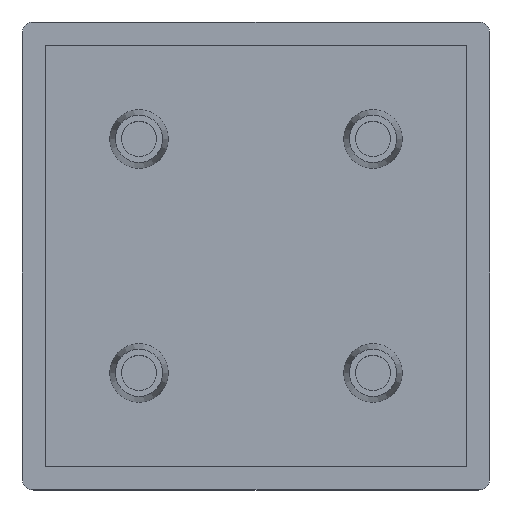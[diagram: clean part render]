
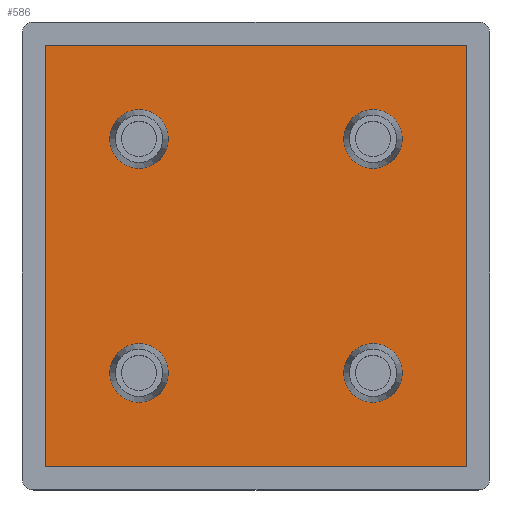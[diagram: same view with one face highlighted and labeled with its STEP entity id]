
A CAD part, top view. The second image highlights one B-rep face of the part: STEP entity #586.
In plain terms, the highlighted planar face has unit normal (0, 0, 1).
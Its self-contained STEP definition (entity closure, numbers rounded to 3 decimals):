
#27=FACE_BOUND('',#115,.T.);
#28=FACE_BOUND('',#116,.T.);
#29=FACE_BOUND('',#117,.T.);
#30=FACE_BOUND('',#118,.T.);
#36=PLANE('',#669);
#71=FACE_OUTER_BOUND('',#114,.T.);
#114=EDGE_LOOP('',(#446,#447,#448,#449));
#115=EDGE_LOOP('',(#450));
#116=EDGE_LOOP('',(#451));
#117=EDGE_LOOP('',(#452));
#118=EDGE_LOOP('',(#453));
#166=LINE('',#952,#210);
#167=LINE('',#954,#211);
#168=LINE('',#956,#212);
#169=LINE('',#957,#213);
#210=VECTOR('',#784,1000.);
#211=VECTOR('',#785,1000.);
#212=VECTOR('',#786,1000.);
#213=VECTOR('',#787,1000.);
#250=CIRCLE('',#650,2.5);
#251=CIRCLE('',#652,2.5);
#256=CIRCLE('',#660,2.5);
#261=CIRCLE('',#668,2.5);
#278=VERTEX_POINT('',#910);
#279=VERTEX_POINT('',#914);
#284=VERTEX_POINT('',#930);
#289=VERTEX_POINT('',#946);
#290=VERTEX_POINT('',#950);
#291=VERTEX_POINT('',#951);
#292=VERTEX_POINT('',#953);
#293=VERTEX_POINT('',#955);
#330=EDGE_CURVE('',#278,#278,#250,.T.);
#332=EDGE_CURVE('',#279,#279,#251,.T.);
#340=EDGE_CURVE('',#284,#284,#256,.T.);
#348=EDGE_CURVE('',#289,#289,#261,.T.);
#350=EDGE_CURVE('',#290,#291,#166,.T.);
#351=EDGE_CURVE('',#292,#291,#167,.T.);
#352=EDGE_CURVE('',#293,#292,#168,.T.);
#353=EDGE_CURVE('',#293,#290,#169,.T.);
#446=ORIENTED_EDGE('',*,*,#350,.T.);
#447=ORIENTED_EDGE('',*,*,#351,.F.);
#448=ORIENTED_EDGE('',*,*,#352,.F.);
#449=ORIENTED_EDGE('',*,*,#353,.T.);
#450=ORIENTED_EDGE('',*,*,#340,.F.);
#451=ORIENTED_EDGE('',*,*,#330,.F.);
#452=ORIENTED_EDGE('',*,*,#332,.F.);
#453=ORIENTED_EDGE('',*,*,#348,.F.);
#586=ADVANCED_FACE('',(#71,#27,#28,#29,#30),#36,.T.);
#650=AXIS2_PLACEMENT_3D('',#911,#736,#737);
#652=AXIS2_PLACEMENT_3D('',#915,#741,#742);
#660=AXIS2_PLACEMENT_3D('',#931,#760,#761);
#668=AXIS2_PLACEMENT_3D('',#947,#779,#780);
#669=AXIS2_PLACEMENT_3D('',#949,#782,#783);
#736=DIRECTION('center_axis',(0.,0.,1.));
#737=DIRECTION('ref_axis',(1.,0.,0.));
#741=DIRECTION('center_axis',(0.,0.,1.));
#742=DIRECTION('ref_axis',(1.,0.,0.));
#760=DIRECTION('center_axis',(0.,0.,1.));
#761=DIRECTION('ref_axis',(1.,0.,0.));
#779=DIRECTION('center_axis',(0.,0.,1.));
#780=DIRECTION('ref_axis',(1.,0.,0.));
#782=DIRECTION('center_axis',(0.,0.,1.));
#783=DIRECTION('ref_axis',(1.,0.,0.));
#784=DIRECTION('',(-1.,0.,0.));
#785=DIRECTION('',(0.,1.,0.));
#786=DIRECTION('',(-1.,0.,0.));
#787=DIRECTION('',(0.,1.,0.));
#910=CARTESIAN_POINT('',(-40.966,16.773,2.));
#911=CARTESIAN_POINT('Origin',(-43.466,16.773,2.));
#914=CARTESIAN_POINT('',(-20.966,-3.227,2.));
#915=CARTESIAN_POINT('Origin',(-23.466,-3.227,2.));
#930=CARTESIAN_POINT('',(-20.966,16.773,2.));
#931=CARTESIAN_POINT('Origin',(-23.466,16.773,2.));
#946=CARTESIAN_POINT('',(-40.966,-3.227,2.));
#947=CARTESIAN_POINT('Origin',(-43.466,-3.227,2.));
#949=CARTESIAN_POINT('Origin',(-53.466,-13.227,2.));
#950=CARTESIAN_POINT('',(-15.466,24.773,2.));
#951=CARTESIAN_POINT('',(-51.466,24.773,2.));
#952=CARTESIAN_POINT('',(-53.466,24.773,2.));
#953=CARTESIAN_POINT('',(-51.466,-11.227,2.));
#954=CARTESIAN_POINT('',(-51.466,-13.227,2.));
#955=CARTESIAN_POINT('',(-15.466,-11.227,2.));
#956=CARTESIAN_POINT('',(-53.466,-11.227,2.));
#957=CARTESIAN_POINT('',(-15.466,26.773,2.));
